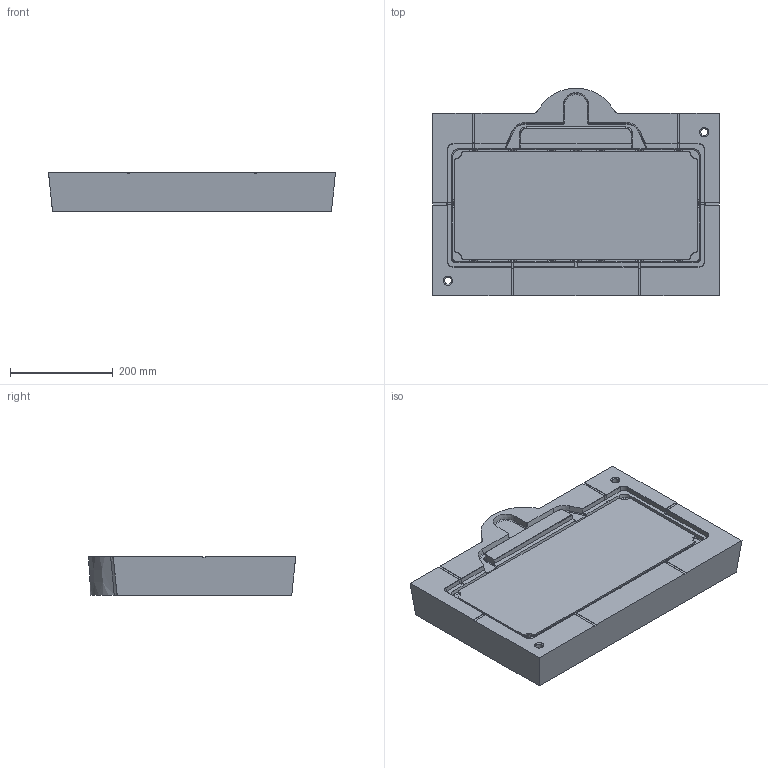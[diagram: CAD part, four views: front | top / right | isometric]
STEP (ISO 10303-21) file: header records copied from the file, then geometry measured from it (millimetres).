
FILE_DESCRIPTION(/* description */ (''),/* implementation_level */ '2;1');
FILE_NAME(/* name */ 'Нижний_полукокиль_1.stp',/* time_stamp */ '2022-01-27T13:49:15+05:00',/* author */ (''),/* organization */ (''),/* preprocessor_version */ 'ST-DEVELOPER v16.7',/* originating_system */ 'SIEMENS PLM Software NX 12.0',/* authorisation */ '');
FILE_SCHEMA (('AUTOMOTIVE_DESIGN { 1 0 10303 214 3 1 1 1 }'));
Length unit declared in the file: millimetre
Products named in the file (3): GM341_17_201_ВЕРХ_2_REFERENCE_SET1; GM341_17_201_НИЗ_MODEL; Нижний_полукокиль_
1
Assembly tree (2 placements, depth 2):
  Нижний_полукокиль_
1
    GM341_17_201_НИЗ_MODEL
    GM341_17_201_ВЕРХ_2_REFERENCE_SET1
Bounding box: 560 x 404.84 x 75 mm (x, y, z)
Volume: 13319980.3 mm3; surface area: 811134.6 mm2
Topology: 2 solids, 2 shells, 909 faces, 2441 edges, 1492 vertices
Faces by surface type: cylinder 362, plane 356, bspline 132, sphere 40, cone 14, torus 5
Full cylindrical faces by diameter (mm): 14 x2
Entity records: 31414 total; most frequent: CARTESIAN_POINT 8697, ORIENTED_EDGE 4774, DIRECTION 4648, EDGE_CURVE 2387, AXIS2_PLACEMENT_3D 1659, VERTEX_POINT 1490, LINE 1330, VECTOR 1330
